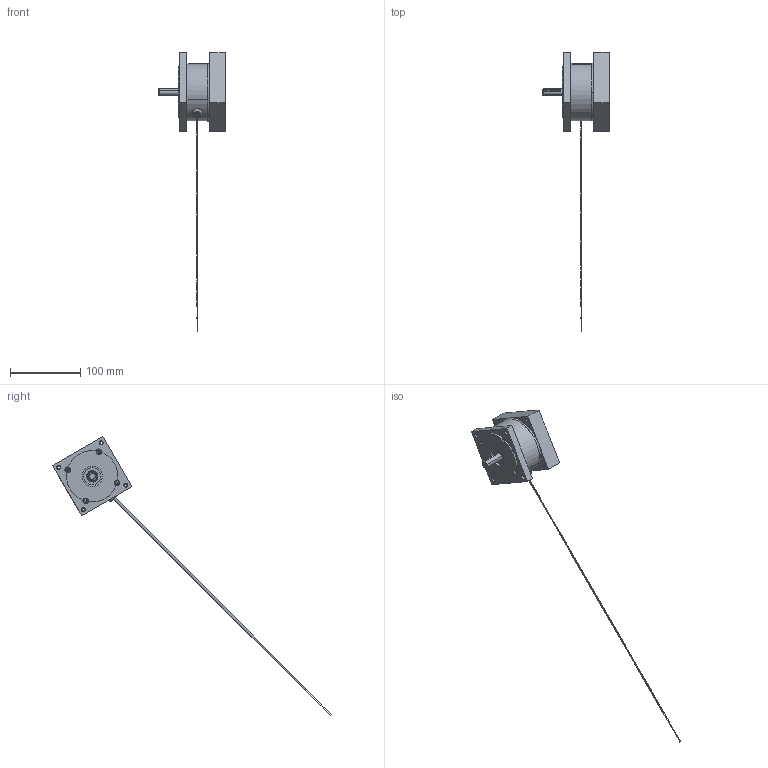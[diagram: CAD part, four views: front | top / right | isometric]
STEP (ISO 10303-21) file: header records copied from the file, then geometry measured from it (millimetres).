
FILE_DESCRIPTION (( 'STEP AP203' ), '1' );
FILE_NAME ('8934-X551.STEP', '2014-09-12T18:13:26', ( 'AIM User' ), ( 'Hewlett-Packard Company' ), 'SwSTEP 2.0', 'SolidWorks 2012', '' );
FILE_SCHEMA (( 'CONFIG_CONTROL_DESIGN' ));
Length unit declared in the file: inch
Products named in the file (1): 8934-X551
Bounding box: 94.55 x 396.26 x 396.26 mm (x, y, z)
Surface area: 66872.4 mm2 (no closed solid volume)
Topology: 0 solids, 21 shells, 163 faces, 552 edges, 404 vertices
Faces by surface type: cylinder 81, plane 65, cone 13, bspline 2, torus 2
Entity records: 6531 total; most frequent: CARTESIAN_POINT 1467, DIRECTION 1117, ORIENTED_EDGE 875, EDGE_CURVE 552, AXIS2_PLACEMENT_3D 434, VERTEX_POINT 404, CIRCLE 272, VECTOR 249
